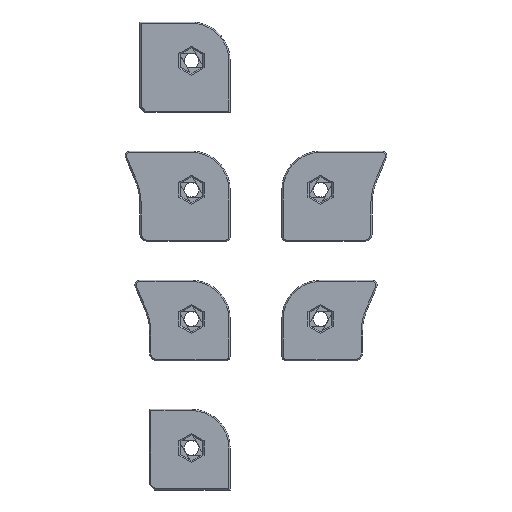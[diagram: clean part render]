
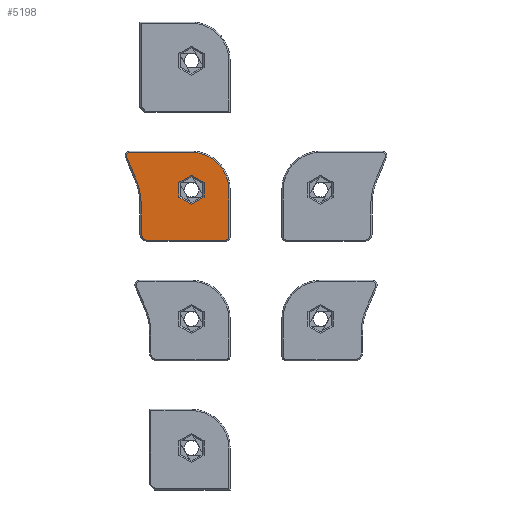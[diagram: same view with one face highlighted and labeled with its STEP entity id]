
A CAD part, front view. The second image highlights one B-rep face of the part: STEP entity #5198.
In plain terms, the highlighted planar face has unit normal (0, -1, 0).
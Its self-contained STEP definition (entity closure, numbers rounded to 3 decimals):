
#49=FACE_BOUND('',#590,.T.);
#100=CIRCLE('',#5550,1.1);
#102=CIRCLE('',#5554,17.4);
#104=CIRCLE('',#5558,2.1);
#106=CIRCLE('',#5562,1.1);
#108=CIRCLE('',#5566,11.6);
#284=FACE_OUTER_BOUND('',#589,.T.);
#589=EDGE_LOOP('',(#3640,#3641,#3642,#3643,#3644,#3645,#3646,#3647,#3648,
#3649));
#590=EDGE_LOOP('',(#3650,#3651,#3652,#3653,#3654,#3655));
#943=LINE('',#7646,#1590);
#947=LINE('',#7658,#1594);
#951=LINE('',#7670,#1598);
#955=LINE('',#7682,#1602);
#958=LINE('',#7691,#1605);
#969=LINE('',#7722,#1616);
#970=LINE('',#7724,#1617);
#971=LINE('',#7726,#1618);
#972=LINE('',#7728,#1619);
#973=LINE('',#7730,#1620);
#974=LINE('',#7731,#1621);
#1590=VECTOR('',#6135,10.);
#1594=VECTOR('',#6147,10.);
#1598=VECTOR('',#6159,10.);
#1602=VECTOR('',#6171,10.);
#1605=VECTOR('',#6182,10.);
#1616=VECTOR('',#6213,10.);
#1617=VECTOR('',#6214,10.);
#1618=VECTOR('',#6215,10.);
#1619=VECTOR('',#6216,10.);
#1620=VECTOR('',#6217,10.);
#1621=VECTOR('',#6218,10.);
#2204=VERTEX_POINT('',#7635);
#2205=VERTEX_POINT('',#7637);
#2208=VERTEX_POINT('',#7644);
#2210=VERTEX_POINT('',#7650);
#2212=VERTEX_POINT('',#7656);
#2214=VERTEX_POINT('',#7662);
#2216=VERTEX_POINT('',#7668);
#2218=VERTEX_POINT('',#7674);
#2220=VERTEX_POINT('',#7680);
#2222=VERTEX_POINT('',#7686);
#2231=VERTEX_POINT('',#7720);
#2232=VERTEX_POINT('',#7721);
#2233=VERTEX_POINT('',#7723);
#2234=VERTEX_POINT('',#7725);
#2235=VERTEX_POINT('',#7727);
#2236=VERTEX_POINT('',#7729);
#2714=EDGE_CURVE('',#2204,#2205,#100,.T.);
#2718=EDGE_CURVE('',#2208,#2204,#943,.T.);
#2721=EDGE_CURVE('',#2210,#2208,#102,.T.);
#2724=EDGE_CURVE('',#2212,#2210,#947,.T.);
#2727=EDGE_CURVE('',#2214,#2212,#104,.T.);
#2730=EDGE_CURVE('',#2216,#2214,#951,.T.);
#2733=EDGE_CURVE('',#2218,#2216,#106,.T.);
#2736=EDGE_CURVE('',#2220,#2218,#955,.T.);
#2739=EDGE_CURVE('',#2222,#2220,#108,.T.);
#2741=EDGE_CURVE('',#2205,#2222,#958,.T.);
#2756=EDGE_CURVE('',#2231,#2232,#969,.T.);
#2757=EDGE_CURVE('',#2233,#2231,#970,.T.);
#2758=EDGE_CURVE('',#2234,#2233,#971,.T.);
#2759=EDGE_CURVE('',#2235,#2234,#972,.T.);
#2760=EDGE_CURVE('',#2236,#2235,#973,.T.);
#2761=EDGE_CURVE('',#2232,#2236,#974,.T.);
#3640=ORIENTED_EDGE('',*,*,#2714,.F.);
#3641=ORIENTED_EDGE('',*,*,#2718,.F.);
#3642=ORIENTED_EDGE('',*,*,#2721,.F.);
#3643=ORIENTED_EDGE('',*,*,#2724,.F.);
#3644=ORIENTED_EDGE('',*,*,#2727,.F.);
#3645=ORIENTED_EDGE('',*,*,#2730,.F.);
#3646=ORIENTED_EDGE('',*,*,#2733,.F.);
#3647=ORIENTED_EDGE('',*,*,#2736,.F.);
#3648=ORIENTED_EDGE('',*,*,#2739,.F.);
#3649=ORIENTED_EDGE('',*,*,#2741,.F.);
#3650=ORIENTED_EDGE('',*,*,#2756,.F.);
#3651=ORIENTED_EDGE('',*,*,#2757,.F.);
#3652=ORIENTED_EDGE('',*,*,#2758,.F.);
#3653=ORIENTED_EDGE('',*,*,#2759,.F.);
#3654=ORIENTED_EDGE('',*,*,#2760,.F.);
#3655=ORIENTED_EDGE('',*,*,#2761,.F.);
#4938=PLANE('',#5578);
#5198=ADVANCED_FACE('',(#284,#49),#4938,.F.);
#5550=AXIS2_PLACEMENT_3D('',#7638,#6127,#6128);
#5554=AXIS2_PLACEMENT_3D('',#7652,#6140,#6141);
#5558=AXIS2_PLACEMENT_3D('',#7664,#6152,#6153);
#5562=AXIS2_PLACEMENT_3D('',#7676,#6164,#6165);
#5566=AXIS2_PLACEMENT_3D('',#7688,#6176,#6177);
#5578=AXIS2_PLACEMENT_3D('',#7719,#6211,#6212);
#6127=DIRECTION('center_axis',(0.,1.,0.));
#6128=DIRECTION('ref_axis',(-0.832,0.,0.555));
#6135=DIRECTION('',(-0.385,0.,0.923));
#6140=DIRECTION('center_axis',(0.,-1.,0.));
#6141=DIRECTION('ref_axis',(0.981,0.,0.196));
#6147=DIRECTION('',(0.,0.,1.));
#6152=DIRECTION('center_axis',(0.,1.,0.));
#6153=DIRECTION('ref_axis',(-0.707,0.,-0.707));
#6159=DIRECTION('',(-1.,0.,0.));
#6164=DIRECTION('center_axis',(0.,1.,0.));
#6165=DIRECTION('ref_axis',(0.707,0.,-0.707));
#6171=DIRECTION('',(0.,0.,-1.));
#6176=DIRECTION('center_axis',(0.,1.,0.));
#6177=DIRECTION('ref_axis',(0.707,0.,0.707));
#6182=DIRECTION('',(1.,0.,0.));
#6211=DIRECTION('center_axis',(0.,1.,0.));
#6212=DIRECTION('ref_axis',(1.,0.,0.));
#6213=DIRECTION('',(0.866,0.,0.5));
#6214=DIRECTION('',(0.866,0.,-0.5));
#6215=DIRECTION('',(0.,0.,-1.));
#6216=DIRECTION('',(-0.866,0.,-0.5));
#6217=DIRECTION('',(-0.866,0.,0.5));
#6218=DIRECTION('',(0.,0.,1.));
#7635=CARTESIAN_POINT('',(-10.015,-6.6,60.077));
#7637=CARTESIAN_POINT('',(-9.,-6.6,61.6));
#7638=CARTESIAN_POINT('Origin',(-9.,-6.6,60.5));
#7644=CARTESIAN_POINT('',(-6.938,-6.6,52.692));
#7646=CARTESIAN_POINT('',(-4.541,-6.6,46.938));
#7650=CARTESIAN_POINT('',(-5.6,-6.6,46.));
#7652=CARTESIAN_POINT('Origin',(-23.,-6.6,46.));
#7656=CARTESIAN_POINT('',(-5.6,-6.6,36.5));
#7658=CARTESIAN_POINT('',(-5.6,-6.6,41.));
#7662=CARTESIAN_POINT('',(-3.5,-6.6,34.4));
#7664=CARTESIAN_POINT('Origin',(-3.5,-6.6,36.5));
#7668=CARTESIAN_POINT('',(20.5,-6.6,34.4));
#7670=CARTESIAN_POINT('',(13.688,-6.6,34.4));
#7674=CARTESIAN_POINT('',(21.6,-6.6,35.5));
#7676=CARTESIAN_POINT('Origin',(20.5,-6.6,35.5));
#7680=CARTESIAN_POINT('',(21.6,-6.6,50.));
#7682=CARTESIAN_POINT('',(21.6,-6.6,42.5));
#7686=CARTESIAN_POINT('',(10.,-6.6,61.6));
#7688=CARTESIAN_POINT('Origin',(10.,-6.6,50.));
#7691=CARTESIAN_POINT('',(-2.938,-6.6,61.6));
#7719=CARTESIAN_POINT('Origin',(5.375,-6.6,48.));
#7720=CARTESIAN_POINT('',(10.,-6.6,45.497));
#7721=CARTESIAN_POINT('',(13.9,-6.6,47.748));
#7722=CARTESIAN_POINT('',(10.658,-6.6,45.876));
#7723=CARTESIAN_POINT('',(6.1,-6.6,47.748));
#7724=CARTESIAN_POINT('',(7.624,-6.6,46.869));
#7725=CARTESIAN_POINT('',(6.1,-6.6,52.252));
#7726=CARTESIAN_POINT('',(6.1,-6.6,47.99));
#7727=CARTESIAN_POINT('',(10.,-6.6,54.503));
#7728=CARTESIAN_POINT('',(5.008,-6.6,51.621));
#7729=CARTESIAN_POINT('',(13.9,-6.6,52.252));
#7730=CARTESIAN_POINT('',(9.774,-6.6,54.634));
#7731=CARTESIAN_POINT('',(13.9,-6.6,50.01));
